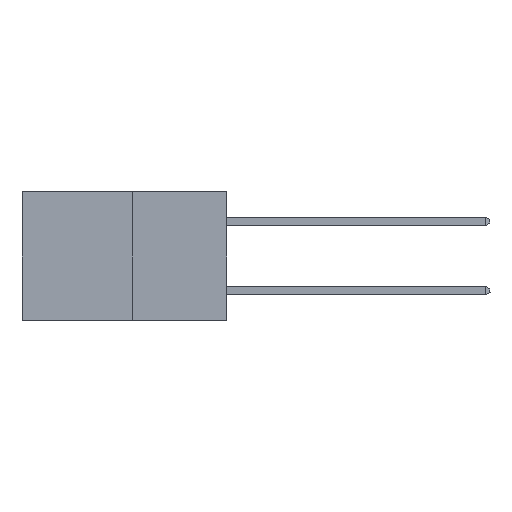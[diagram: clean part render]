
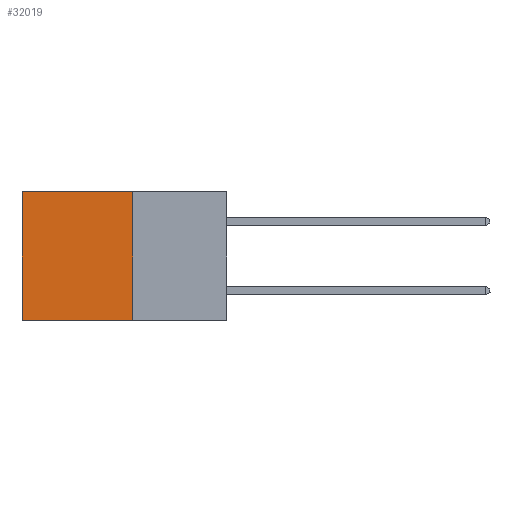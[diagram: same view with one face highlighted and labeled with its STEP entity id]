
A CAD part, left-side view. The second image highlights one B-rep face of the part: STEP entity #32019.
In plain terms, the highlighted planar face has unit normal (-1, 0, 0).
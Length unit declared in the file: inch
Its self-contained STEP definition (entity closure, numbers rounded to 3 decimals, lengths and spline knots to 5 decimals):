
#352 = ORIENTED_EDGE ( 'NONE', *, *, #22682, .F. ) ;
#647 = VECTOR ( 'NONE', #19782, 39.37008 ) ;
#1683 = VERTEX_POINT ( 'NONE', #32644 ) ;
#3349 = CARTESIAN_POINT ( 'NONE',  ( 0.277, 0.27, 0. ) ) ;
#3447 = EDGE_CURVE ( 'NONE', #24585, #1683, #14221, .T. ) ;
#3668 = VERTEX_POINT ( 'NONE', #7792 ) ;
#3890 = CARTESIAN_POINT ( 'NONE',  ( 0.277, 0.27, -0.37 ) ) ;
#4006 = DIRECTION ( 'NONE',  ( 1., 0., 0. ) ) ;
#4593 = DIRECTION ( 'NONE',  ( 0., 1., 0. ) ) ;
#5520 = VECTOR ( 'NONE', #6449, 39.37008 ) ;
#5902 = DIRECTION ( 'NONE',  ( 0., 0., -1. ) ) ;
#6449 = DIRECTION ( 'NONE',  ( 0., 1., 0. ) ) ;
#7434 = AXIS2_PLACEMENT_3D ( 'NONE', #3890, #4006, #21766 ) ;
#7478 = FACE_OUTER_BOUND ( 'NONE', #13218, .T. ) ;
#7792 = CARTESIAN_POINT ( 'NONE',  ( 0.277, 0.59, 0. ) ) ;
#10408 = EDGE_CURVE ( 'NONE', #3668, #23787, #31965, .T. ) ;
#10810 = ORIENTED_EDGE ( 'NONE', *, *, #25836, .T. ) ;
#11129 = VECTOR ( 'NONE', #5902, 39.37008 ) ;
#11576 = ORIENTED_EDGE ( 'NONE', *, *, #3447, .F. ) ;
#13100 = LINE ( 'NONE', #19091, #5520 ) ;
#13218 = EDGE_LOOP ( 'NONE', ( #18923, #352, #11576, #10810 ) ) ;
#14221 = LINE ( 'NONE', #20752, #647 ) ;
#16011 = CARTESIAN_POINT ( 'NONE',  ( 0.277, 0.59, -0.37 ) ) ;
#16321 = LINE ( 'NONE', #32266, #30432 ) ;
#18923 = ORIENTED_EDGE ( 'NONE', *, *, #10408, .T. ) ;
#19091 = CARTESIAN_POINT ( 'NONE',  ( 0.277, 0.27, -0.37 ) ) ;
#19237 = PLANE ( 'NONE',  #7434 ) ;
#19782 = DIRECTION ( 'NONE',  ( 0., 0., -1. ) ) ;
#20752 = CARTESIAN_POINT ( 'NONE',  ( 0.277, 0.27, -0.37 ) ) ;
#20935 = CARTESIAN_POINT ( 'NONE',  ( 0.277, 0.59, -0.37 ) ) ;
#21766 = DIRECTION ( 'NONE',  ( 0., 0., -1. ) ) ;
#22682 = EDGE_CURVE ( 'NONE', #1683, #23787, #13100, .T. ) ;
#23787 = VERTEX_POINT ( 'NONE', #20935 ) ;
#24585 = VERTEX_POINT ( 'NONE', #3349 ) ;
#25836 = EDGE_CURVE ( 'NONE', #24585, #3668, #16321, .T. ) ;
#30432 = VECTOR ( 'NONE', #4593, 39.37008 ) ;
#31965 = LINE ( 'NONE', #16011, #11129 ) ;
#32019 = ADVANCED_FACE ( 'NONE', ( #7478 ), #19237, .F. ) ;
#32266 = CARTESIAN_POINT ( 'NONE',  ( 0.277, 0.27, 0. ) ) ;
#32644 = CARTESIAN_POINT ( 'NONE',  ( 0.277, 0.27, -0.37 ) ) ;
